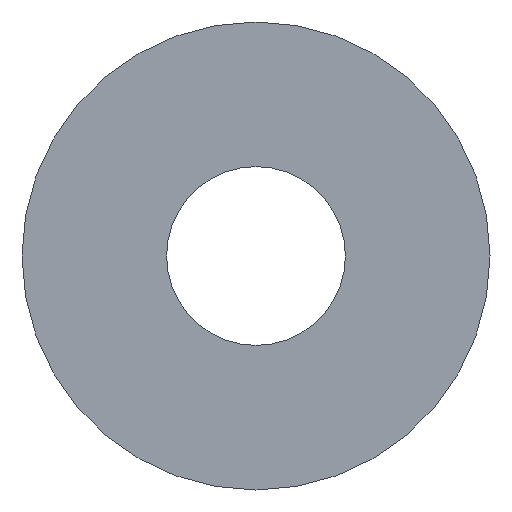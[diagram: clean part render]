
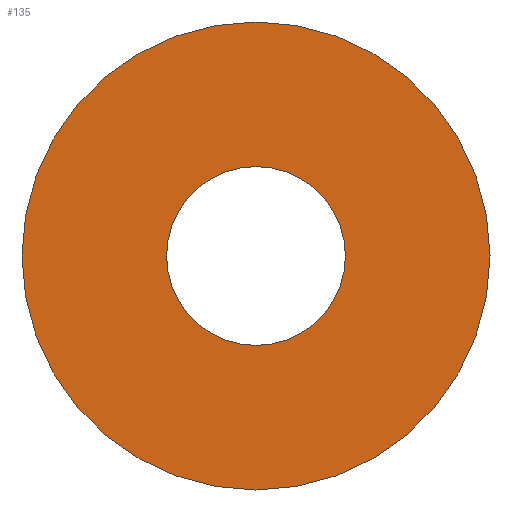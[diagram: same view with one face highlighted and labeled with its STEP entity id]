
A CAD part, left-side view. The second image highlights one B-rep face of the part: STEP entity #135.
In plain terms, the highlighted planar face has unit normal (-1, 0, 0).
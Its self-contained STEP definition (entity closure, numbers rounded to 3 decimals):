
#9 = CARTESIAN_POINT ( 'NONE',  ( -0.5, 0., 0. ) ) ;
#27 = DIRECTION ( 'NONE',  ( 1., 0., 0. ) ) ;
#33 = FACE_BOUND ( 'NONE', #106, .T. ) ;
#35 = DIRECTION ( 'NONE',  ( 1., 0., 0. ) ) ;
#37 = DIRECTION ( 'NONE',  ( 0., 0., -1. ) ) ;
#47 = CARTESIAN_POINT ( 'NONE',  ( -0.5, 0., 0. ) ) ;
#51 = VERTEX_POINT ( 'NONE', #226 ) ;
#62 = EDGE_LOOP ( 'NONE', ( #80, #193 ) ) ;
#63 = DIRECTION ( 'NONE',  ( 0., 0., -1. ) ) ;
#75 = DIRECTION ( 'NONE',  ( 1., 0., 0. ) ) ;
#76 = CARTESIAN_POINT ( 'NONE',  ( -0.5, 0., 4.013 ) ) ;
#80 = ORIENTED_EDGE ( 'NONE', *, *, #95, .F. ) ;
#81 = CARTESIAN_POINT ( 'NONE',  ( -0.5, 0., 0. ) ) ;
#84 = DIRECTION ( 'NONE',  ( 0., 0., -1. ) ) ;
#90 = EDGE_CURVE ( 'NONE', #148, #123, #161, .T. ) ;
#95 = EDGE_CURVE ( 'NONE', #51, #157, #152, .T. ) ;
#96 = CIRCLE ( 'NONE', #210, 10.5 ) ;
#106 = EDGE_LOOP ( 'NONE', ( #242, #248 ) ) ;
#107 = CARTESIAN_POINT ( 'NONE',  ( -0.5, 0., 0. ) ) ;
#115 = EDGE_CURVE ( 'NONE', #157, #51, #96, .T. ) ;
#123 = VERTEX_POINT ( 'NONE', #76 ) ;
#125 = CARTESIAN_POINT ( 'NONE',  ( -0.5, 0., 0. ) ) ;
#126 = DIRECTION ( 'NONE',  ( 0., 0., -1. ) ) ;
#135 = ADVANCED_FACE ( 'NONE', ( #33, #228 ), #240, .F. ) ;
#143 = CARTESIAN_POINT ( 'NONE',  ( -0.5, 0., -4.013 ) ) ;
#145 = EDGE_CURVE ( 'NONE', #123, #148, #197, .T. ) ;
#148 = VERTEX_POINT ( 'NONE', #143 ) ;
#152 = CIRCLE ( 'NONE', #190, 10.5 ) ;
#157 = VERTEX_POINT ( 'NONE', #220 ) ;
#161 = CIRCLE ( 'NONE', #233, 4.013 ) ;
#162 = DIRECTION ( 'NONE',  ( 0., 0., -1. ) ) ;
#170 = AXIS2_PLACEMENT_3D ( 'NONE', #9, #35, #162 ) ;
#187 = DIRECTION ( 'NONE',  ( 1., 0., 0. ) ) ;
#190 = AXIS2_PLACEMENT_3D ( 'NONE', #47, #187, #63 ) ;
#193 = ORIENTED_EDGE ( 'NONE', *, *, #115, .F. ) ;
#197 = CIRCLE ( 'NONE', #201, 4.013 ) ;
#201 = AXIS2_PLACEMENT_3D ( 'NONE', #107, #237, #37 ) ;
#210 = AXIS2_PLACEMENT_3D ( 'NONE', #125, #75, #126 ) ;
#220 = CARTESIAN_POINT ( 'NONE',  ( -0.5, 0., -10.5 ) ) ;
#226 = CARTESIAN_POINT ( 'NONE',  ( -0.5, 0., 10.5 ) ) ;
#228 = FACE_OUTER_BOUND ( 'NONE', #62, .T. ) ;
#233 = AXIS2_PLACEMENT_3D ( 'NONE', #81, #27, #84 ) ;
#237 = DIRECTION ( 'NONE',  ( 1., 0., 0. ) ) ;
#240 = PLANE ( 'NONE',  #170 ) ;
#242 = ORIENTED_EDGE ( 'NONE', *, *, #145, .T. ) ;
#248 = ORIENTED_EDGE ( 'NONE', *, *, #90, .T. ) ;
